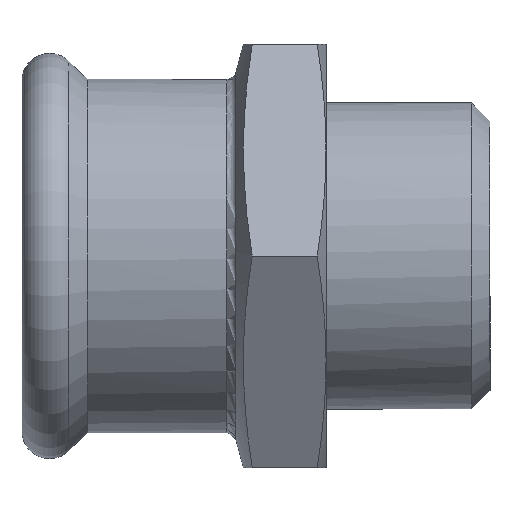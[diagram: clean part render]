
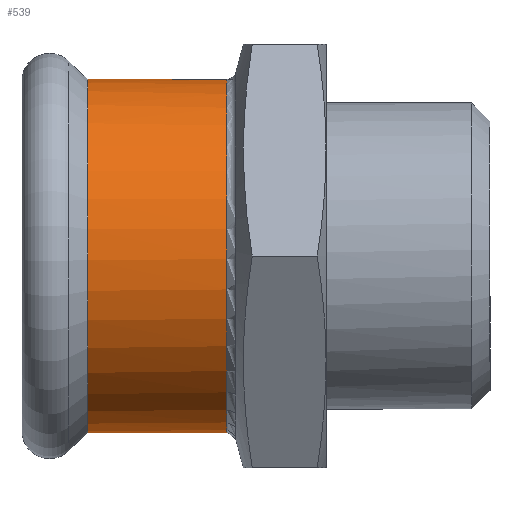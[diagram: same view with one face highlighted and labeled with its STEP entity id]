
A CAD part, front view. The second image highlights one B-rep face of the part: STEP entity #539.
In plain terms, the highlighted cylindrical face has radius 19.2 mm (diameter 38.4 mm), a full revolution.
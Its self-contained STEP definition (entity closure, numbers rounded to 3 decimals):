
#21=CYLINDRICAL_SURFACE('',#626,19.2);
#71=FACE_OUTER_BOUND('',#107,.T.);
#107=EDGE_LOOP('',(#449,#450,#451,#452,#453));
#125=CIRCLE('',#597,19.2);
#143=CIRCLE('',#627,19.2);
#144=CIRCLE('',#628,19.2);
#179=LINE('',#1085,#197);
#197=VECTOR('',#773,19.2);
#228=VERTEX_POINT('',#1032);
#243=VERTEX_POINT('',#1084);
#244=VERTEX_POINT('',#1086);
#289=EDGE_CURVE('',#228,#228,#125,.T.);
#313=EDGE_CURVE('',#228,#243,#179,.T.);
#314=EDGE_CURVE('',#244,#243,#143,.F.);
#315=EDGE_CURVE('',#243,#244,#144,.F.);
#449=ORIENTED_EDGE('',*,*,#289,.F.);
#450=ORIENTED_EDGE('',*,*,#313,.T.);
#451=ORIENTED_EDGE('',*,*,#314,.F.);
#452=ORIENTED_EDGE('',*,*,#315,.F.);
#453=ORIENTED_EDGE('',*,*,#313,.F.);
#539=ADVANCED_FACE('',(#71),#21,.T.);
#597=AXIS2_PLACEMENT_3D('',#1034,#707,#708);
#626=AXIS2_PLACEMENT_3D('',#1083,#771,#772);
#627=AXIS2_PLACEMENT_3D('',#1087,#774,#775);
#628=AXIS2_PLACEMENT_3D('',#1088,#776,#777);
#707=DIRECTION('center_axis',(-1.,0.,0.));
#708=DIRECTION('ref_axis',(0.,1.,0.));
#771=DIRECTION('center_axis',(-1.,0.,0.));
#772=DIRECTION('ref_axis',(0.,0.878,-0.479));
#773=DIRECTION('',(1.,0.,0.));
#774=DIRECTION('center_axis',(-1.,0.,0.));
#775=DIRECTION('ref_axis',(0.,1.,0.));
#776=DIRECTION('center_axis',(-1.,0.,0.));
#777=DIRECTION('ref_axis',(0.,1.,0.));
#1032=CARTESIAN_POINT('',(7.112,-16.85,9.205));
#1034=CARTESIAN_POINT('Origin',(7.112,0.,0.));
#1083=CARTESIAN_POINT('Origin',(26.75,0.,0.));
#1084=CARTESIAN_POINT('',(22.246,-16.85,9.205));
#1085=CARTESIAN_POINT('',(26.75,-16.85,9.205));
#1086=CARTESIAN_POINT('',(22.246,16.85,9.205));
#1087=CARTESIAN_POINT('Origin',(22.246,0.,0.));
#1088=CARTESIAN_POINT('Origin',(22.246,0.,0.));
